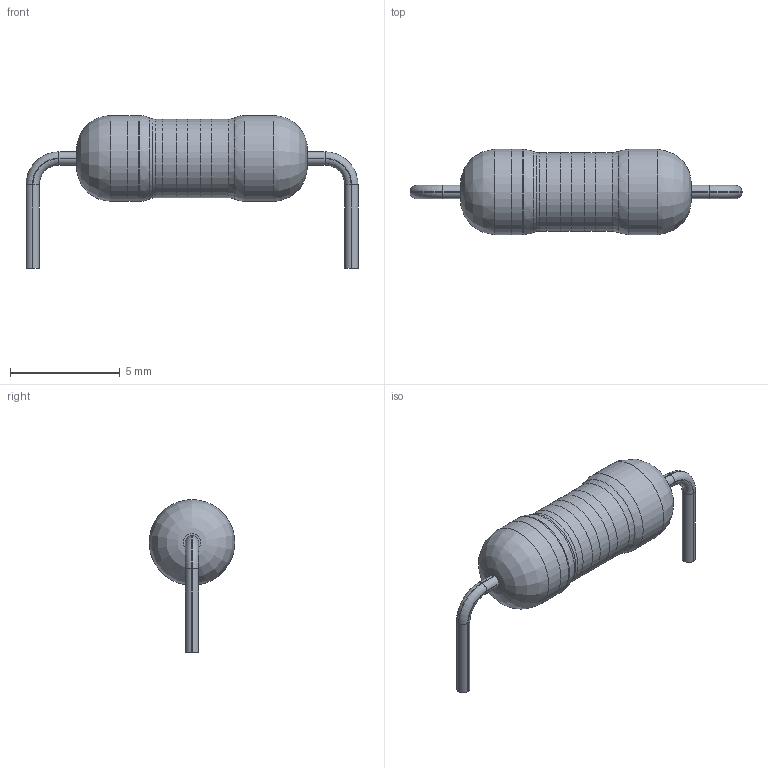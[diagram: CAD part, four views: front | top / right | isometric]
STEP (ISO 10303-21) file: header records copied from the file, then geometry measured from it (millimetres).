
FILE_DESCRIPTION(('FreeCAD Model'),'2;1');
FILE_NAME('axial_resistor_L10.5_D3.9_PinD0.6_Pitch14.5_light_blue.step', '2020-04-30T14:13:40',('Author'),(''), 'Open CASCADE STEP processor 7.3','FreeCAD','Unknown');
FILE_SCHEMA(('AUTOMOTIVE_DESIGN { 1 0 10303 214 1 1 1 1 }'));
Length unit declared in the file: millimetre
Products named in the file (10): Pin; Body_001; Stripe_green; Body_000; Body_002; Stripe_red; Stripe_yellow; Body_004; Stripe_blue; Body_003
Bounding box: 15.1 x 3.9 x 6.95 mm (x, y, z)
Volume: 110.8 mm3; surface area: 323.9 mm2
Topology: 11 solids, 11 shells, 83 faces, 159 edges, 98 vertices
Faces by surface type: plane 38, cylinder 30, torus 8, revolution 7
Full cylindrical faces by diameter (mm): 3.559 x6, 3.9 x4
Entity records: 5383 total; most frequent: CARTESIAN_POINT 1463, DIRECTION 677, LINE 320, VECTOR 320, ORIENTED_EDGE 318, PCURVE 318, DEFINITIONAL_REPRESENTATION 318, AXIS2_PLACEMENT_3D 163
